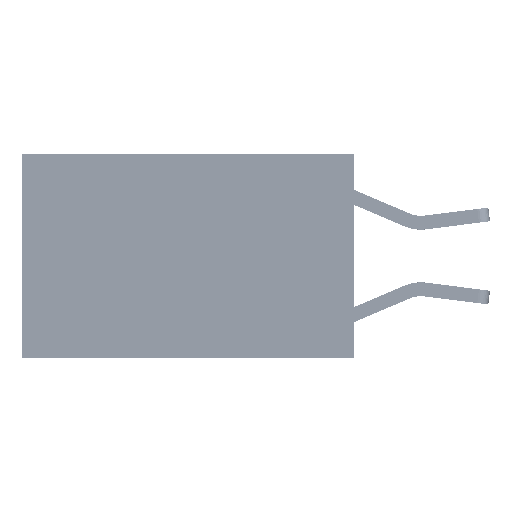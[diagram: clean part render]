
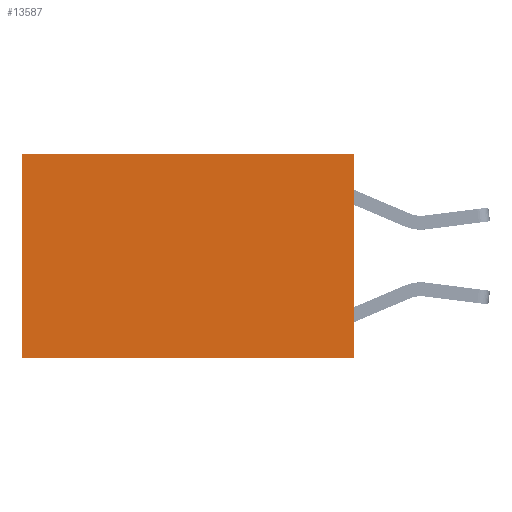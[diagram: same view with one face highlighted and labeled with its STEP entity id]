
A CAD part, left-side view. The second image highlights one B-rep face of the part: STEP entity #13587.
In plain terms, the highlighted planar face has unit normal (-1, 0, 0).
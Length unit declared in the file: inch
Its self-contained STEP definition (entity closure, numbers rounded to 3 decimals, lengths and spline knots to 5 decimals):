
#1905 = CARTESIAN_POINT ( 'NONE',  ( 0.2625, 0., 0. ) ) ;
#2282 = CARTESIAN_POINT ( 'NONE',  ( 0.2625, 0.6, 0. ) ) ;
#2376 = CARTESIAN_POINT ( 'NONE',  ( 0.2625, 0., 0. ) ) ;
#4027 = LINE ( 'NONE', #2282, #22765 ) ;
#4838 = DIRECTION ( 'NONE',  ( 0., 0., -1. ) ) ;
#6444 = ORIENTED_EDGE ( 'NONE', *, *, #9636, .T. ) ;
#7203 = PLANE ( 'NONE',  #9311 ) ;
#7259 = VERTEX_POINT ( 'NONE', #28043 ) ;
#8432 = CARTESIAN_POINT ( 'NONE',  ( 0.2625, 0., -0.37 ) ) ;
#9311 = AXIS2_PLACEMENT_3D ( 'NONE', #2376, #19487, #4838 ) ;
#9636 = EDGE_CURVE ( 'NONE', #22160, #7259, #10932, .T. ) ;
#10932 = LINE ( 'NONE', #24167, #17408 ) ;
#11454 = VECTOR ( 'NONE', #17854, 39.37008 ) ;
#12977 = CARTESIAN_POINT ( 'NONE',  ( 0.2625, 0., 0. ) ) ;
#13378 = ORIENTED_EDGE ( 'NONE', *, *, #25167, .T. ) ;
#13421 = FACE_OUTER_BOUND ( 'NONE', #19621, .T. ) ;
#13587 = ADVANCED_FACE ( 'NONE', ( #13421 ), #7203, .F. ) ;
#16840 = DIRECTION ( 'NONE',  ( 0., 1., 0. ) ) ;
#16952 = DIRECTION ( 'NONE',  ( 0., 0., -1. ) ) ;
#17408 = VECTOR ( 'NONE', #16840, 39.37008 ) ;
#17773 = CARTESIAN_POINT ( 'NONE',  ( 0.2625, 0., -0.37 ) ) ;
#17854 = DIRECTION ( 'NONE',  ( 0., 0., -1. ) ) ;
#18256 = DIRECTION ( 'NONE',  ( 0., 1., 0. ) ) ;
#19487 = DIRECTION ( 'NONE',  ( 1., 0., 0. ) ) ;
#19621 = EDGE_LOOP ( 'NONE', ( #13378, #28115, #29325, #6444 ) ) ;
#21287 = CARTESIAN_POINT ( 'NONE',  ( 0.2625, 0.6, -0.37 ) ) ;
#21443 = VERTEX_POINT ( 'NONE', #21287 ) ;
#21836 = EDGE_CURVE ( 'NONE', #22160, #31284, #30894, .T. ) ;
#22160 = VERTEX_POINT ( 'NONE', #1905 ) ;
#22765 = VECTOR ( 'NONE', #16952, 39.37008 ) ;
#24167 = CARTESIAN_POINT ( 'NONE',  ( 0.2625, 0., 0. ) ) ;
#25167 = EDGE_CURVE ( 'NONE', #7259, #21443, #4027, .T. ) ;
#28043 = CARTESIAN_POINT ( 'NONE',  ( 0.2625, 0.6, 0. ) ) ;
#28115 = ORIENTED_EDGE ( 'NONE', *, *, #30186, .F. ) ;
#28207 = VECTOR ( 'NONE', #18256, 39.37008 ) ;
#28977 = LINE ( 'NONE', #8432, #28207 ) ;
#29325 = ORIENTED_EDGE ( 'NONE', *, *, #21836, .F. ) ;
#30186 = EDGE_CURVE ( 'NONE', #31284, #21443, #28977, .T. ) ;
#30894 = LINE ( 'NONE', #12977, #11454 ) ;
#31284 = VERTEX_POINT ( 'NONE', #17773 ) ;
